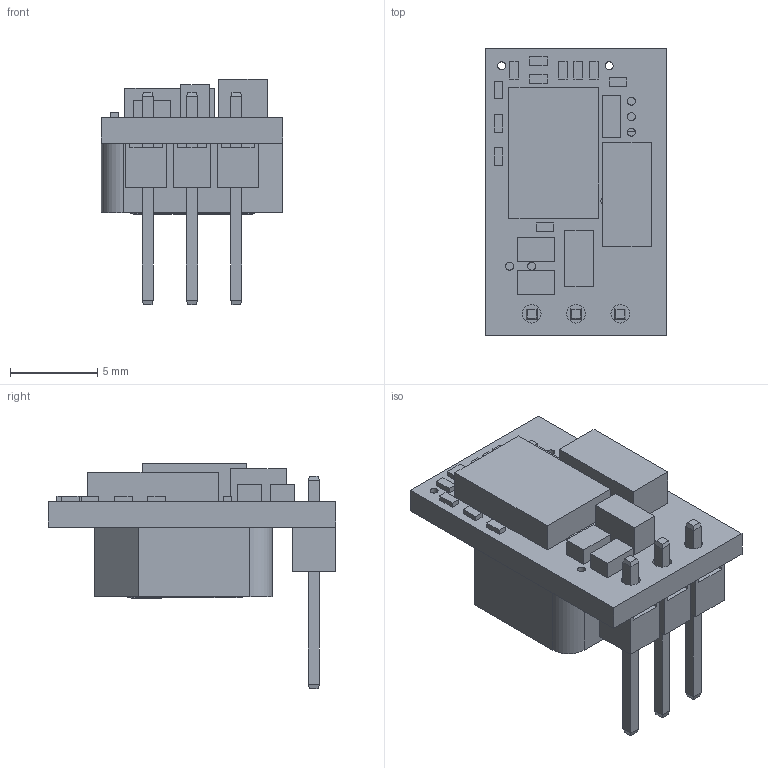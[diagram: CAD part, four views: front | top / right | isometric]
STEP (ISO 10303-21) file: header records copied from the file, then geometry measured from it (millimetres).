
FILE_DESCRIPTION(('FreeCAD Model'),'2;1');
FILE_NAME('mps_dcdc_oki_78sr_horiz_a.step', '2018-09-20T15:03:08',('kicad StepUp'),('ksu MCAD'), 'Open CASCADE STEP processor 7.2','FreeCAD','Unknown');
FILE_SCHEMA(('AUTOMOTIVE_DESIGN { 1 0 10303 214 1 1 1 1 }'));
Length unit declared in the file: millimetre
Products named in the file (1): mps_dcdc_oki_78sr_horiz_a
Bounding box: 10.41 x 16.51 x 12.93 mm (x, y, z)
Surface area: 1104.9 mm2 (no closed solid volume)
Topology: 0 solids, 27 shells, 294 faces, 2844 edges, 7582 vertices
Faces by surface type: plane 244, cylinder 50
Full cylindrical faces by diameter (mm): 0.457 x6, 1.067 x3
Entity records: 31821 total; most frequent: CARTESIAN_POINT 11415, DIRECTION 3996, LINE 2132, VECTOR 2132, GEOMETRIC_CURVE_SET 1705, ORIENTED_EDGE 1704, TRIMMED_CURVE 1704, EDGE_CURVE 1140
